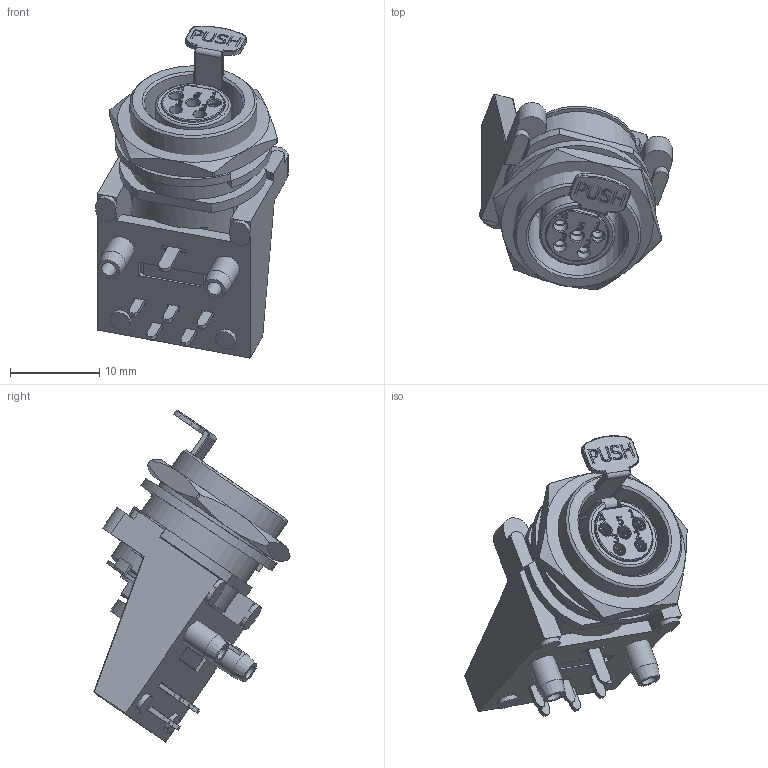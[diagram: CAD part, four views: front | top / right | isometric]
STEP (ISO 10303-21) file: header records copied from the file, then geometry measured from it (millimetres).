
FILE_DESCRIPTION(/* description */ (''),/* implementation_level */ '2;1');
FILE_NAME(/* name */ 'AG5FCCH.stp',/* time_stamp */ '2020-06-09T13:00:05+10:00',/* author */ ('minh'),/* organization */ (''),/* preprocessor_version */ 'ST-DEVELOPER v16.1',/* originating_system */ 'Autodesk Inventor 2016',/* authorisation */ '');
FILE_SCHEMA (('AUTOMOTIVE_DESIGN { 1 0 10303 214 3 1 1 }'));
Length unit declared in the file: inch
Products named in the file (1): AG5FCCH_Shrinkwrap_1
Bounding box: 21.48 x 21.94 x 37.13 mm (x, y, z)
Surface area: 5762.9 mm2 (no closed solid volume)
Topology: 0 solids, 45 shells, 375 faces, 2020 edges, 1671 vertices
Faces by surface type: plane 211, cylinder 120, cone 27, torus 15, bspline 2
Full cylindrical faces by diameter (mm): 0.8 x2, 1.5 x9, 1.7 x2, 2.3 x2, 3 x2, 7.9 x1, 8.45 x1, 8.55 x1, 9.9 x1, 14 x1, 14.2 x1
Entity records: 21430 total; most frequent: CARTESIAN_POINT 6185, DIRECTION 2770, ORIENTED_EDGE 2729, EDGE_CURVE 1972, VERTEX_POINT 1652, LINE 1158, VECTOR 1158, AXIS2_PLACEMENT_3D 806
